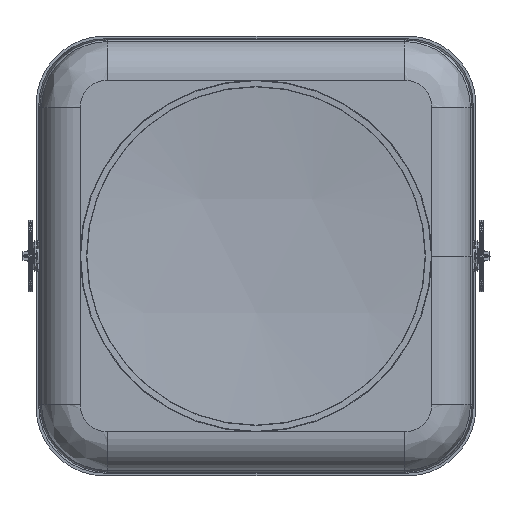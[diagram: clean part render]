
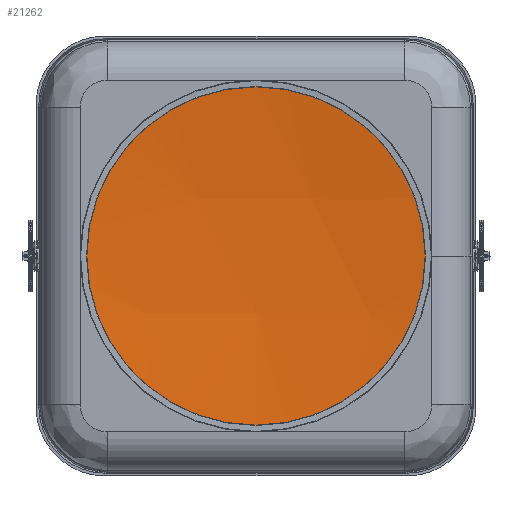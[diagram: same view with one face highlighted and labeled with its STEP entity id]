
A CAD part, front view. The second image highlights one B-rep face of the part: STEP entity #21262.
In plain terms, the highlighted spherical face has radius 2470.8 mm.
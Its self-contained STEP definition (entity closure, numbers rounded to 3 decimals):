
#253=SPHERICAL_SURFACE('',#23157,2470.795);
#4746=FACE_OUTER_BOUND('',#6148,.T.);
#6148=EDGE_LOOP('',(#16242));
#7538=CIRCLE('',#23155,307.648);
#9293=VERTEX_POINT('',#35851);
#11758=EDGE_CURVE('',#9293,#9293,#7538,.T.);
#16242=ORIENTED_EDGE('',*,*,#11758,.F.);
#21262=ADVANCED_FACE('',(#4746),#253,.F.);
#23155=AXIS2_PLACEMENT_3D('',#35852,#27432,#27433);
#23157=AXIS2_PLACEMENT_3D('',#35855,#27436,#27437);
#27432=DIRECTION('center_axis',(0.,1.,0.));
#27433=DIRECTION('ref_axis',(0.,0.,1.));
#27436=DIRECTION('center_axis',(0.,0.,1.));
#27437=DIRECTION('ref_axis',(1.,0.,0.));
#35851=CARTESIAN_POINT('',(0.,0.772,307.648));
#35852=CARTESIAN_POINT('Origin',(0.,0.772,0.));
#35855=CARTESIAN_POINT('Origin',(0.,-2450.795,0.));
